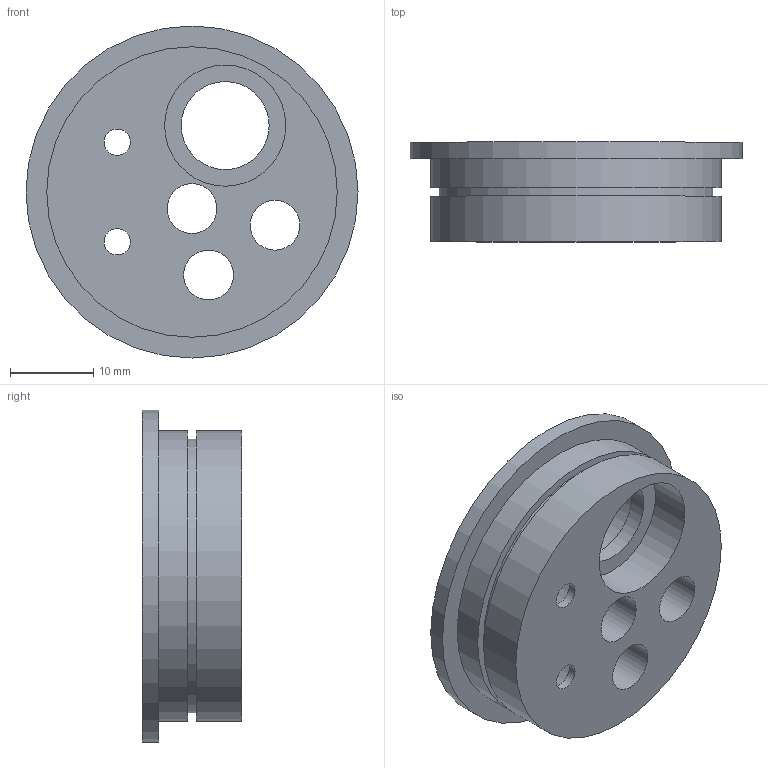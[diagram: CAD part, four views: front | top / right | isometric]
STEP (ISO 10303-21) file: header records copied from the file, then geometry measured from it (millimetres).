
FILE_DESCRIPTION(/* description */ (''),/* implementation_level */ '2;1');
FILE_NAME(/* name */ 'Cell_Cap_TopSpray .step',/* time_stamp */ '2020-09-17T10:38:29-04:00',/* author */ (''),/* organization */ (''),/* preprocessor_version */ 'ST-DEVELOPER v18.1',/* originating_system */ 'Autodesk Translation Framework v9.3.0.1241',/* authorisation */ '');
FILE_SCHEMA (('AUTOMOTIVE_DESIGN { 1 0 10303 214 3 1 1 }'));
Length unit declared in the file: millimetre
Products named in the file (1): Cell_Cap_TopSpray
Bounding box: 40 x 12 x 40 mm (x, y, z)
Volume: 7415.4 mm3; surface area: 5618.7 mm2
Topology: 1 solids, 1 shells, 23 faces, 42 edges, 28 vertices
Faces by surface type: cylinder 14, plane 9
Full cylindrical faces by diameter (mm): 3.175 x2, 6 x3, 10.6 x3, 12.6 x1, 14.6 x1, 33 x1, 35 x2, 40 x1
Entity records: 641 total; most frequent: DIRECTION 118, CARTESIAN_POINT 94, ORIENTED_EDGE 84, AXIS2_PLACEMENT_3D 52, EDGE_LOOP 42, EDGE_CURVE 42, CIRCLE 28, VERTEX_POINT 28
